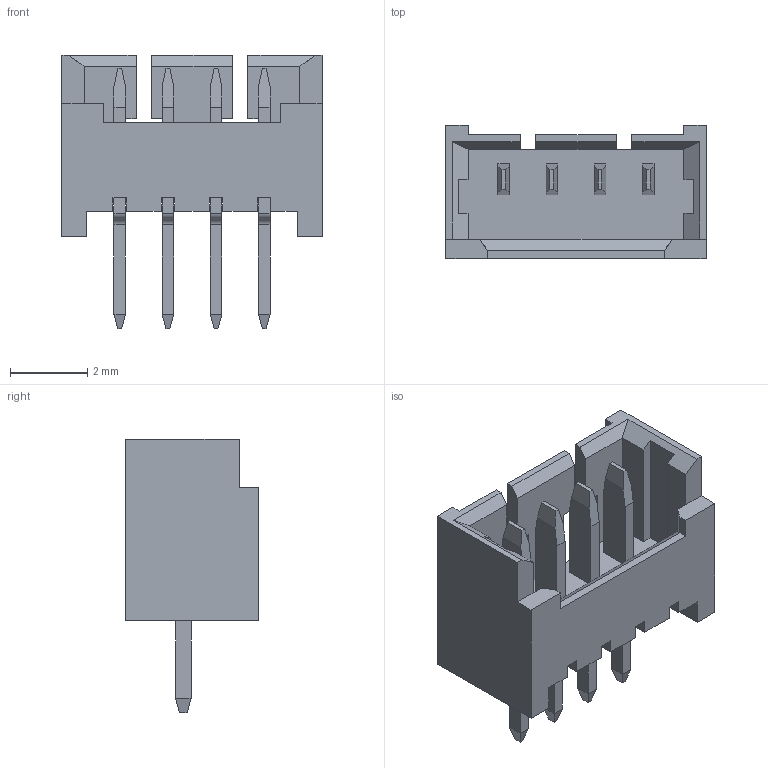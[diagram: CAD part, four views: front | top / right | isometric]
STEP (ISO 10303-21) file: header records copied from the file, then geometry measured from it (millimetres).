
FILE_DESCRIPTION (( 'STEP AP214' ), '1' );
FILE_NAME ('CONN-TH_4P-P1.25_1.25T-4P-DP.step', '2024-04-30T09:20:20', ( '' ), ( '' ), 'SwSTEP 2.0', 'SolidWorks 2020', '' );
FILE_SCHEMA (( 'AUTOMOTIVE_DESIGN' ));
Length unit declared in the file: millimetre
Products named in the file (1): CONN-TH_4P-P1.25_1.25T-4P-DP
Bounding box: 6.75 x 3.45 x 7.1 mm (x, y, z)
Volume: 43.8 mm3; surface area: 223.8 mm2
Topology: 1 solids, 1 shells, 410 faces, 1123 edges, 738 vertices
Faces by surface type: plane 296, bspline 98, cylinder 16
Entity records: 17859 total; most frequent: CARTESIAN_POINT 3578, ORIENTED_EDGE 2246, DIRECTION 1581, EDGE_CURVE 1123, VECTOR 891, LINE 891, VERTEX_POINT 738, EDGE_LOOP 433
